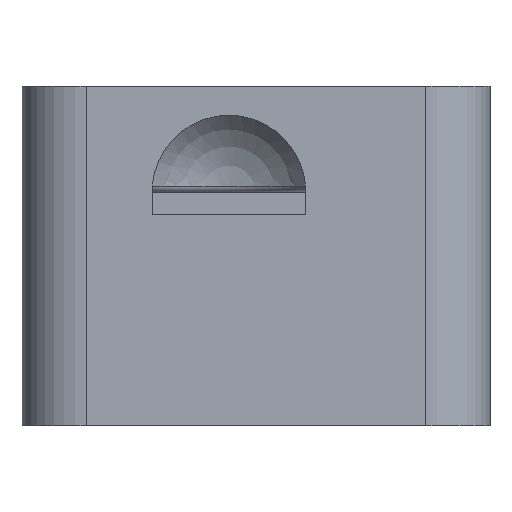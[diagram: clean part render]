
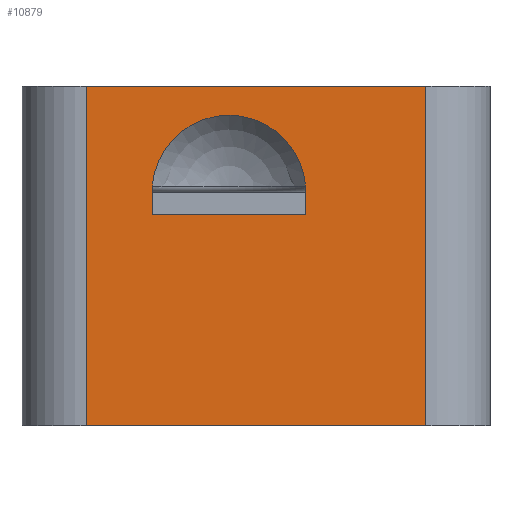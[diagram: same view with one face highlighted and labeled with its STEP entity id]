
A CAD part, front view. The second image highlights one B-rep face of the part: STEP entity #10879.
In plain terms, the highlighted planar face has unit normal (0, -1, 0).
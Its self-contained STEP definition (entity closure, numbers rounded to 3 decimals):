
#58 = EDGE_CURVE ( 'NONE', #9254, #8344, #2640, .T. ) ;
#60 = ORIENTED_EDGE ( 'NONE', *, *, #7631, .T. ) ;
#90 = ORIENTED_EDGE ( 'NONE', *, *, #11923, .T. ) ;
#592 = DIRECTION ( 'NONE',  ( 0., 0., 1. ) ) ;
#608 = LINE ( 'NONE', #7108, #10144 ) ;
#1132 = VECTOR ( 'NONE', #3516, 1000. ) ;
#1165 = ORIENTED_EDGE ( 'NONE', *, *, #3215, .T. ) ;
#1304 = LINE ( 'NONE', #10677, #9536 ) ;
#1659 = ORIENTED_EDGE ( 'NONE', *, *, #58, .T. ) ;
#1832 = CARTESIAN_POINT ( 'NONE',  ( -7.832, -35., 3.61 ) ) ;
#1964 = CARTESIAN_POINT ( 'NONE',  ( -7.84, -35., 3.547 ) ) ;
#2022 = CARTESIAN_POINT ( 'NONE',  ( -7.834, -35., 3.578 ) ) ;
#2028 = EDGE_CURVE ( 'NONE', #9580, #6783, #5343, .T. ) ;
#2168 = DIRECTION ( 'NONE',  ( 1., 0., 0. ) ) ;
#2183 = CARTESIAN_POINT ( 'NONE',  ( -7.85, -35., 1.4 ) ) ;
#2395 = CIRCLE ( 'NONE', #8200, 6. ) ;
#2577 = VERTEX_POINT ( 'NONE', #10690 ) ;
#2640 = LINE ( 'NONE', #8271, #1132 ) ;
#2903 = EDGE_CURVE ( 'NONE', #6084, #9580, #4503, .T. ) ;
#2976 = CARTESIAN_POINT ( 'NONE',  ( 13.53, -35., 11.4 ) ) ;
#2988 = CARTESIAN_POINT ( 'NONE',  ( 4.134, -35., 3.578 ) ) ;
#3046 = CARTESIAN_POINT ( 'NONE',  ( 4.132, -35., 3.61 ) ) ;
#3124 = VERTEX_POINT ( 'NONE', #6168 ) ;
#3148 = CARTESIAN_POINT ( 'NONE',  ( -13., -35., -15.1 ) ) ;
#3215 = EDGE_CURVE ( 'NONE', #8344, #4038, #1304, .T. ) ;
#3360 = AXIS2_PLACEMENT_3D ( 'NONE', #9588, #8770, #10761 ) ;
#3464 = CARTESIAN_POINT ( 'NONE',  ( -13., -35., 11.4 ) ) ;
#3506 = CARTESIAN_POINT ( 'NONE',  ( -7.85, -35., 1.4 ) ) ;
#3516 = DIRECTION ( 'NONE',  ( -1., 0., 0. ) ) ;
#3709 = B_SPLINE_CURVE_WITH_KNOTS ( 'NONE', 3,
 ( #3046, #2988, #7739, #6723 ),
 .UNSPECIFIED., .F., .F.,
 ( 4, 4 ),
 ( 0., 0. ),
 .UNSPECIFIED. ) ;
#3890 = CARTESIAN_POINT ( 'NONE',  ( 4.15, -35., 3.517 ) ) ;
#3907 = EDGE_CURVE ( 'NONE', #5076, #4673, #2395, .T. ) ;
#3927 = EDGE_CURVE ( 'NONE', #2577, #5076, #4675, .T. ) ;
#4038 = VERTEX_POINT ( 'NONE', #3148 ) ;
#4503 = LINE ( 'NONE', #11303, #10128 ) ;
#4672 = VECTOR ( 'NONE', #2168, 1000. ) ;
#4673 = VERTEX_POINT ( 'NONE', #7567 ) ;
#4675 = B_SPLINE_CURVE_WITH_KNOTS ( 'NONE', 3,
 ( #11460, #1964, #2022, #11591 ),
 .UNSPECIFIED., .F., .F.,
 ( 4, 4 ),
 ( 0., 0. ),
 .UNSPECIFIED. ) ;
#5076 = VERTEX_POINT ( 'NONE', #1832 ) ;
#5343 = LINE ( 'NONE', #6338, #9960 ) ;
#5415 = DIRECTION ( 'NONE',  ( 0., 0., 1. ) ) ;
#5827 = FACE_BOUND ( 'NONE', #6231, .T. ) ;
#5834 = CARTESIAN_POINT ( 'NONE',  ( -1.85, -35., 3.141 ) ) ;
#5874 = EDGE_CURVE ( 'NONE', #2577, #6084, #12067, .T. ) ;
#5896 = DIRECTION ( 'NONE',  ( 0., 1., 0. ) ) ;
#5910 = LINE ( 'NONE', #9734, #4672 ) ;
#6084 = VERTEX_POINT ( 'NONE', #2183 ) ;
#6168 = CARTESIAN_POINT ( 'NONE',  ( 13.53, -35., -15.1 ) ) ;
#6231 = EDGE_LOOP ( 'NONE', ( #60, #9167, #7520, #7681, #10039, #7086 ) ) ;
#6338 = CARTESIAN_POINT ( 'NONE',  ( 4.15, -35., 1.4 ) ) ;
#6550 = DIRECTION ( 'NONE',  ( 1., 0., 0. ) ) ;
#6723 = CARTESIAN_POINT ( 'NONE',  ( 4.15, -35., 3.517 ) ) ;
#6783 = VERTEX_POINT ( 'NONE', #3890 ) ;
#7086 = ORIENTED_EDGE ( 'NONE', *, *, #3907, .T. ) ;
#7108 = CARTESIAN_POINT ( 'NONE',  ( 13.53, -35., 12.35 ) ) ;
#7138 = VECTOR ( 'NONE', #11126, 1000. ) ;
#7520 = ORIENTED_EDGE ( 'NONE', *, *, #2903, .F. ) ;
#7567 = CARTESIAN_POINT ( 'NONE',  ( 4.132, -35., 3.61 ) ) ;
#7631 = EDGE_CURVE ( 'NONE', #4673, #6783, #3709, .T. ) ;
#7656 = DIRECTION ( 'NONE',  ( 0., 0., 1. ) ) ;
#7681 = ORIENTED_EDGE ( 'NONE', *, *, #5874, .F. ) ;
#7689 = EDGE_CURVE ( 'NONE', #4038, #3124, #5910, .T. ) ;
#7739 = CARTESIAN_POINT ( 'NONE',  ( 4.14, -35., 3.547 ) ) ;
#7837 = PLANE ( 'NONE',  #3360 ) ;
#8200 = AXIS2_PLACEMENT_3D ( 'NONE', #5834, #5896, #7656 ) ;
#8271 = CARTESIAN_POINT ( 'NONE',  ( -13., -35., 11.4 ) ) ;
#8344 = VERTEX_POINT ( 'NONE', #3464 ) ;
#8738 = ORIENTED_EDGE ( 'NONE', *, *, #7689, .T. ) ;
#8770 = DIRECTION ( 'NONE',  ( 0., 1., 0. ) ) ;
#8828 = FACE_OUTER_BOUND ( 'NONE', #9738, .T. ) ;
#9167 = ORIENTED_EDGE ( 'NONE', *, *, #2028, .F. ) ;
#9254 = VERTEX_POINT ( 'NONE', #2976 ) ;
#9536 = VECTOR ( 'NONE', #9808, 1000. ) ;
#9580 = VERTEX_POINT ( 'NONE', #10325 ) ;
#9588 = CARTESIAN_POINT ( 'NONE',  ( 18.53, -35., 12.35 ) ) ;
#9734 = CARTESIAN_POINT ( 'NONE',  ( 13.53, -35., -15.1 ) ) ;
#9738 = EDGE_LOOP ( 'NONE', ( #1659, #1165, #8738, #90 ) ) ;
#9808 = DIRECTION ( 'NONE',  ( 0., 0., -1. ) ) ;
#9960 = VECTOR ( 'NONE', #592, 1000. ) ;
#10039 = ORIENTED_EDGE ( 'NONE', *, *, #3927, .T. ) ;
#10128 = VECTOR ( 'NONE', #6550, 1000. ) ;
#10144 = VECTOR ( 'NONE', #5415, 1000. ) ;
#10325 = CARTESIAN_POINT ( 'NONE',  ( 4.15, -35., 1.4 ) ) ;
#10677 = CARTESIAN_POINT ( 'NONE',  ( -13., -35., 12.35 ) ) ;
#10690 = CARTESIAN_POINT ( 'NONE',  ( -7.85, -35., 3.517 ) ) ;
#10761 = DIRECTION ( 'NONE',  ( 0., 0., 1. ) ) ;
#10879 = ADVANCED_FACE ( 'NONE', ( #5827, #8828 ), #7837, .F. ) ;
#11126 = DIRECTION ( 'NONE',  ( 0., 0., -1. ) ) ;
#11303 = CARTESIAN_POINT ( 'NONE',  ( 4.15, -35., 1.4 ) ) ;
#11460 = CARTESIAN_POINT ( 'NONE',  ( -7.85, -35., 3.517 ) ) ;
#11591 = CARTESIAN_POINT ( 'NONE',  ( -7.832, -35., 3.61 ) ) ;
#11923 = EDGE_CURVE ( 'NONE', #3124, #9254, #608, .T. ) ;
#12067 = LINE ( 'NONE', #3506, #7138 ) ;
